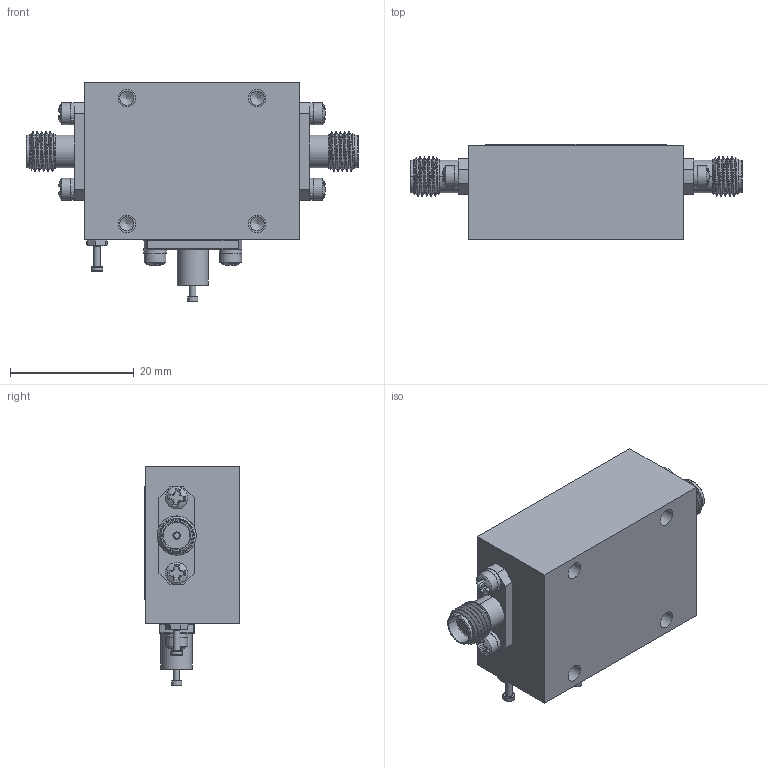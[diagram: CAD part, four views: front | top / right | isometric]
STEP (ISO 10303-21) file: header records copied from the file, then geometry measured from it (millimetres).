
FILE_DESCRIPTION (( 'STEP AP214' ), '1' );
FILE_NAME ('PEC-50-500M40G-20-12-292FF-BG-OPT250M.STEP', '2025-01-10T18:10:11', ( '' ), ( '' ), 'SwSTEP 2.0', 'SolidWorks 2024', '' );
FILE_SCHEMA (( 'AUTOMOTIVE_DESIGN' ));
Length unit declared in the file: inch
Products named in the file (1): PEC-50-500M40G-20-12-292FF-BG-OPT250M
Bounding box: 53.7 x 15.34 x 35.43 mm (x, y, z)
Volume: 14407 mm3; surface area: 7013.7 mm2
Topology: 27 solids, 27 shells, 756 faces, 2929 edges, 2414 vertices
Faces by surface type: plane 439, cylinder 154, cone 80, sphere 38, torus 27, bspline 18
Full cylindrical faces by diameter (mm): 0.381 x1, 0.635 x1, 1.016 x1, 1.067 x1, 1.651 x1, 1.93 x1, 2.184 x7, 2.261 x4, 2.692 x2, 2.845 x4, 3.302 x1, 3.556 x6, 4.826 x1, 5.08 x1
Entity records: 50046 total; most frequent: CARTESIAN_POINT 16308, ORIENTED_EDGE 5670, DIRECTION 4116, EDGE_CURVE 2835, VERTEX_POINT 2401, LINE 1440, VECTOR 1440, AXIS2_PLACEMENT_3D 1338
